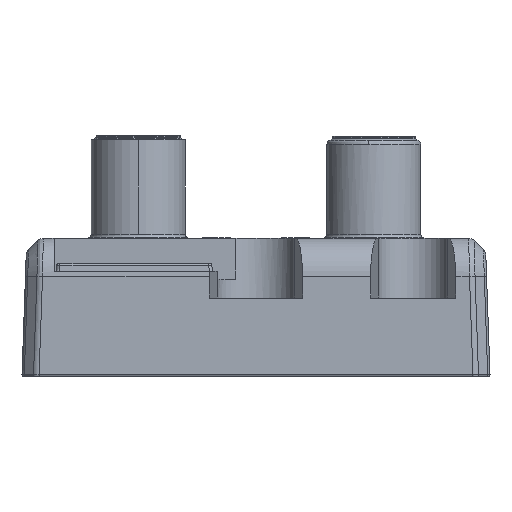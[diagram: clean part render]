
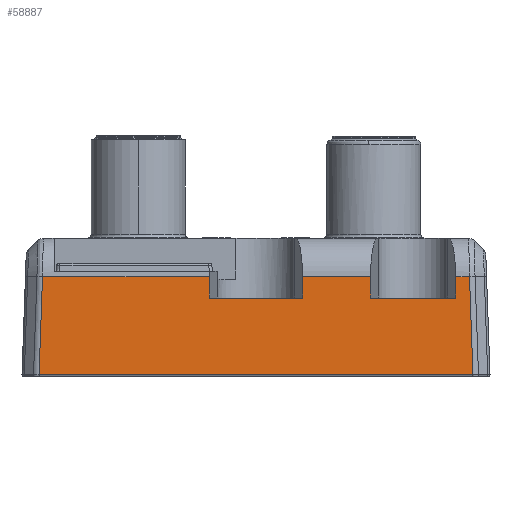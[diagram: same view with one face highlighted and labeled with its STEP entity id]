
A CAD part, left-side view. The second image highlights one B-rep face of the part: STEP entity #58887.
In plain terms, the highlighted planar face has unit normal (-1, 0, 0.018).
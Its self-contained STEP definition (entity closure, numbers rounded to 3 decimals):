
#1694=CARTESIAN_POINT('',(-128.779,-27.182,
-4.914));
#1712=DIRECTION('',(-0.017,0.035,-0.999));
#1713=VECTOR('',#1712,12.492);
#1714=CARTESIAN_POINT('',(-128.779,27.182,
-4.914));
#1715=LINE('',#1714,#1713);
#1719=DIRECTION('',(0.,1.,0.));
#1720=VECTOR('',#1719,11.858);
#1721=CARTESIAN_POINT('',(-128.825,-5.929,-7.6));
#1722=LINE('',#1721,#1720);
#1726=DIRECTION('',(0.,1.,0.));
#1727=VECTOR('',#1726,10.842);
#1728=CARTESIAN_POINT('',(-128.825,-25.421,-7.6));
#1729=LINE('',#1728,#1727);
#1733=DIRECTION('',(0.017,0.035,0.999));
#1734=VECTOR('',#1733,12.492);
#1735=CARTESIAN_POINT('',(-128.996,-27.618,
-17.397));
#1736=LINE('',#1735,#1734);
#1986=CARTESIAN_POINT('',(-128.996,27.618,
-17.397));
#2003=DIRECTION('',(0.,1.,0.));
#2004=VECTOR('',#2003,55.236);
#2005=CARTESIAN_POINT('',(-128.996,-27.618,
-17.397));
#2006=LINE('',#2005,#2004);
#5257=DIRECTION('',(0.,-1.,0.));
#5258=VECTOR('',#5257,21.262);
#5259=CARTESIAN_POINT('',(-128.779,27.182,
-4.914));
#5260=LINE('',#5259,#5258);
#5361=DIRECTION('',(0.017,0.003,1.));
#5362=VECTOR('',#5361,2.688);
#5363=CARTESIAN_POINT('',(-128.825,-5.929,-7.6));
#5364=LINE('',#5363,#5362);
#5368=DIRECTION('',(0.,-1.,0.));
#5369=VECTOR('',#5368,8.667);
#5370=CARTESIAN_POINT('',(-128.779,-5.92,
-4.913));
#5371=LINE('',#5370,#5369);
#5382=DIRECTION('',(-0.017,0.003,-1.));
#5383=VECTOR('',#5382,2.688);
#5384=CARTESIAN_POINT('',(-128.779,-14.587,
-4.913));
#5385=LINE('',#5384,#5383);
#5395=CARTESIAN_POINT('',(-128.779,-14.587,
-4.913));
#5425=DIRECTION('',(0.017,0.003,1.));
#5426=VECTOR('',#5425,2.688);
#5427=CARTESIAN_POINT('',(-128.825,-25.421,-7.6));
#5428=LINE('',#5427,#5426);
#5454=DIRECTION('',(0.,-1.,-0.001));
#5455=VECTOR('',#5454,1.77);
#5456=CARTESIAN_POINT('',(-128.779,-25.413,
-4.913));
#5457=LINE('',#5456,#5455);
#5679=DIRECTION('',(-0.017,0.003,-1.));
#5680=VECTOR('',#5679,2.688);
#5681=CARTESIAN_POINT('',(-128.779,5.92,
-4.913));
#5682=LINE('',#5681,#5680);
#51448=CARTESIAN_POINT('',(-128.825,-5.929,-7.6));
#51449=VERTEX_POINT('',#51448);
#51450=CARTESIAN_POINT('',(-128.779,-5.92,
-4.913));
#51451=VERTEX_POINT('',#51450);
#52869=VERTEX_POINT('',#5395);
#52870=CARTESIAN_POINT('',(-128.825,-14.579,-7.6));
#52871=VERTEX_POINT('',#52870);
#52895=VERTEX_POINT('',#1986);
#52896=CARTESIAN_POINT('',(-128.779,27.182,
-4.914));
#52897=VERTEX_POINT('',#52896);
#53812=VERTEX_POINT('',#1694);
#53813=CARTESIAN_POINT('',(-128.996,-27.618,
-17.397));
#53814=VERTEX_POINT('',#53813);
#53866=CARTESIAN_POINT('',(-128.825,-25.421,-7.6));
#53867=VERTEX_POINT('',#53866);
#53868=CARTESIAN_POINT('',(-128.779,-25.413,
-4.913));
#53869=VERTEX_POINT('',#53868);
#53870=CARTESIAN_POINT('',(-128.779,5.92,
-4.913));
#53871=VERTEX_POINT('',#53870);
#53877=CARTESIAN_POINT('',(-128.825,5.929,-7.6));
#53878=VERTEX_POINT('',#53877);
#58857=CARTESIAN_POINT('',(-129.,0.,-17.6));
#58858=DIRECTION('',(-1.,0.,0.017));
#58859=DIRECTION('',(0.,1.,0.));
#58860=AXIS2_PLACEMENT_3D('',#58857,#58858,#58859);
#58861=PLANE('',#58860);
#58863=ORIENTED_EDGE('',*,*,#58862,.F.);
#58865=ORIENTED_EDGE('',*,*,#58864,.T.);
#58867=ORIENTED_EDGE('',*,*,#58866,.T.);
#58869=ORIENTED_EDGE('',*,*,#58868,.F.);
#58871=ORIENTED_EDGE('',*,*,#58870,.T.);
#58873=ORIENTED_EDGE('',*,*,#58872,.T.);
#58875=ORIENTED_EDGE('',*,*,#58874,.T.);
#58877=ORIENTED_EDGE('',*,*,#58876,.F.);
#58879=ORIENTED_EDGE('',*,*,#58878,.T.);
#58881=ORIENTED_EDGE('',*,*,#58880,.T.);
#58882=ORIENTED_EDGE('',*,*,#58847,.F.);
#58884=ORIENTED_EDGE('',*,*,#58883,.T.);
#58885=EDGE_LOOP('',(#58863,#58865,#58867,#58869,#58871,#58873,#58875,#58877,
#58879,#58881,#58882,#58884));
#58886=FACE_OUTER_BOUND('',#58885,.F.);
#58887=ADVANCED_FACE('',(#58886),#58861,.T.);
#58847=EDGE_CURVE('',#53814,#53812,#1736,.T.);
#58862=EDGE_CURVE('',#52897,#52895,#1715,.T.);
#58864=EDGE_CURVE('',#52897,#53871,#5260,.T.);
#58866=EDGE_CURVE('',#53871,#53878,#5682,.T.);
#58868=EDGE_CURVE('',#51449,#53878,#1722,.T.);
#58870=EDGE_CURVE('',#51449,#51451,#5364,.T.);
#58872=EDGE_CURVE('',#51451,#52869,#5371,.T.);
#58874=EDGE_CURVE('',#52869,#52871,#5385,.T.);
#58876=EDGE_CURVE('',#53867,#52871,#1729,.T.);
#58878=EDGE_CURVE('',#53867,#53869,#5428,.T.);
#58880=EDGE_CURVE('',#53869,#53812,#5457,.T.);
#58883=EDGE_CURVE('',#53814,#52895,#2006,.T.);
